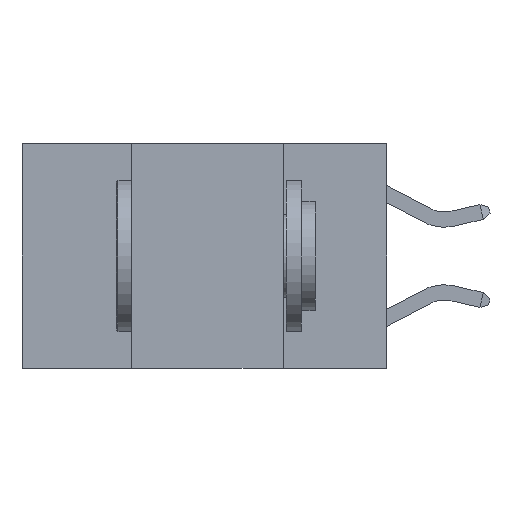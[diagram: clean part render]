
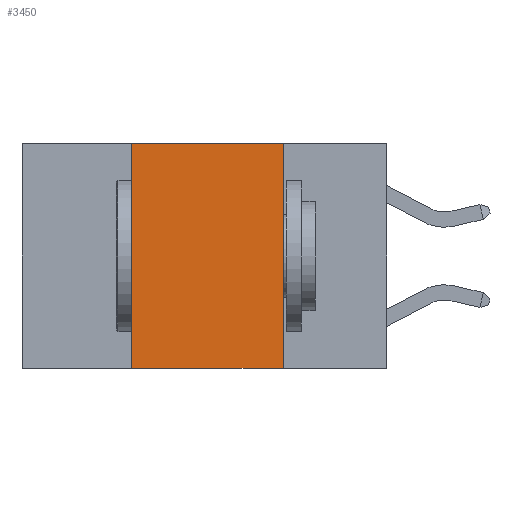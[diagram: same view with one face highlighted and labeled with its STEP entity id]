
A CAD part, left-side view. The second image highlights one B-rep face of the part: STEP entity #3450.
In plain terms, the highlighted planar face has unit normal (-1, 0, 0).
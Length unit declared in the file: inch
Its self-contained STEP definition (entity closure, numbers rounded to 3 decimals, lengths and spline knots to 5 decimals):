
#486 = VERTEX_POINT ( 'NONE', #1563 ) ;
#774 = VERTEX_POINT ( 'NONE', #931 ) ;
#931 = CARTESIAN_POINT ( 'NONE',  ( 0., 0.42, 0. ) ) ;
#1131 = VECTOR ( 'NONE', #12337, 39.37008 ) ;
#1563 = CARTESIAN_POINT ( 'NONE',  ( 0., 0.17, 0. ) ) ;
#2206 = EDGE_LOOP ( 'NONE', ( #3546, #4351, #4216, #2592 ) ) ;
#2592 = ORIENTED_EDGE ( 'NONE', *, *, #9402, .T. ) ;
#3361 = VECTOR ( 'NONE', #7979, 39.37008 ) ;
#3450 = ADVANCED_FACE ( 'NONE', ( #11992 ), #3732, .F. ) ;
#3546 = ORIENTED_EDGE ( 'NONE', *, *, #7759, .F. ) ;
#3732 = PLANE ( 'NONE',  #8042 ) ;
#4160 = VECTOR ( 'NONE', #10073, 39.37008 ) ;
#4216 = ORIENTED_EDGE ( 'NONE', *, *, #5864, .F. ) ;
#4351 = ORIENTED_EDGE ( 'NONE', *, *, #4858, .F. ) ;
#4734 = DIRECTION ( 'NONE',  ( 0., 0., -1. ) ) ;
#4858 = EDGE_CURVE ( 'NONE', #774, #486, #11108, .T. ) ;
#5708 = VERTEX_POINT ( 'NONE', #6295 ) ;
#5864 = EDGE_CURVE ( 'NONE', #5708, #774, #6408, .T. ) ;
#6295 = CARTESIAN_POINT ( 'NONE',  ( 0., 0.42, -0.37 ) ) ;
#6408 = LINE ( 'NONE', #6596, #1131 ) ;
#6596 = CARTESIAN_POINT ( 'NONE',  ( 0., 0.42, 0. ) ) ;
#6670 = LINE ( 'NONE', #8754, #11472 ) ;
#7087 = LINE ( 'NONE', #9109, #4160 ) ;
#7131 = VERTEX_POINT ( 'NONE', #11561 ) ;
#7759 = EDGE_CURVE ( 'NONE', #486, #7131, #6670, .T. ) ;
#7979 = DIRECTION ( 'NONE',  ( 0., -1., 0. ) ) ;
#8042 = AXIS2_PLACEMENT_3D ( 'NONE', #11437, #10511, #4734 ) ;
#8754 = CARTESIAN_POINT ( 'NONE',  ( 0., 0.17, 0. ) ) ;
#9109 = CARTESIAN_POINT ( 'NONE',  ( 0., 0.6, -0.37 ) ) ;
#9402 = EDGE_CURVE ( 'NONE', #5708, #7131, #7087, .T. ) ;
#9841 = CARTESIAN_POINT ( 'NONE',  ( 0., 0.6, 0. ) ) ;
#10073 = DIRECTION ( 'NONE',  ( 0., -1., 0. ) ) ;
#10511 = DIRECTION ( 'NONE',  ( 1., 0., 0. ) ) ;
#10712 = DIRECTION ( 'NONE',  ( 0., 0., -1. ) ) ;
#11108 = LINE ( 'NONE', #9841, #3361 ) ;
#11437 = CARTESIAN_POINT ( 'NONE',  ( 0., 0.6, 0. ) ) ;
#11472 = VECTOR ( 'NONE', #10712, 39.37008 ) ;
#11561 = CARTESIAN_POINT ( 'NONE',  ( 0., 0.17, -0.37 ) ) ;
#11992 = FACE_OUTER_BOUND ( 'NONE', #2206, .T. ) ;
#12337 = DIRECTION ( 'NONE',  ( 0., 0., 1. ) ) ;
